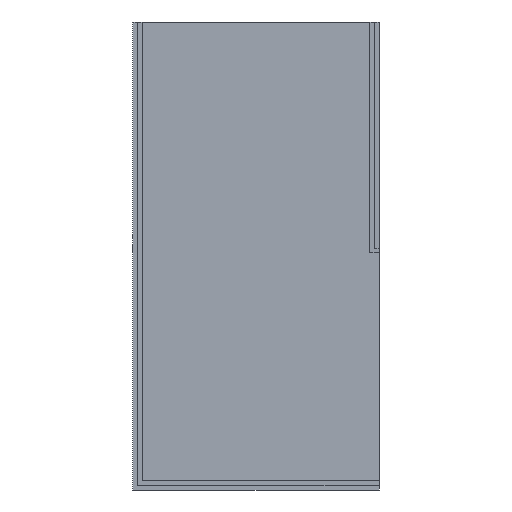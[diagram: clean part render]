
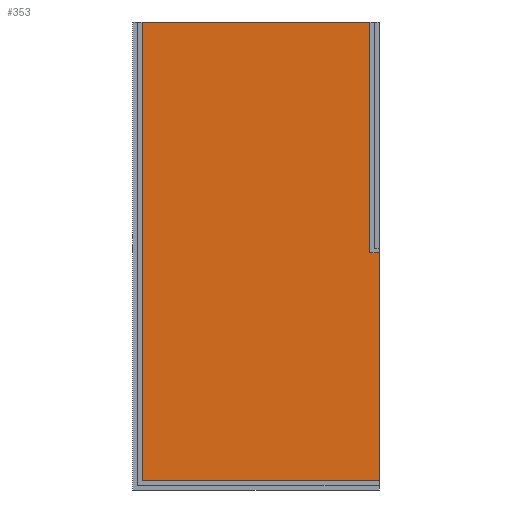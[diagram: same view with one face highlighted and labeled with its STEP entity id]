
A CAD part, front view. The second image highlights one B-rep face of the part: STEP entity #353.
In plain terms, the highlighted planar face has unit normal (0, -1, 0).
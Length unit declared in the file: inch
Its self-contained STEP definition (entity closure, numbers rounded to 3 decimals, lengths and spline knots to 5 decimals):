
#27=FACE_OUTER_BOUND('',#45,.T.);
#45=EDGE_LOOP('',(#287,#288,#289,#290,#291,#292));
#55=LINE('',#490,#103);
#59=LINE('',#498,#107);
#67=LINE('',#514,#115);
#71=LINE('',#522,#119);
#83=LINE('',#545,#131);
#90=LINE('',#558,#138);
#103=VECTOR('',#401,0.3937);
#107=VECTOR('',#407,0.3937);
#115=VECTOR('',#421,0.3937);
#119=VECTOR('',#427,0.3937);
#131=VECTOR('',#447,0.3937);
#138=VECTOR('',#458,0.3937);
#151=VERTEX_POINT('',#488);
#152=VERTEX_POINT('',#489);
#155=VERTEX_POINT('',#497);
#159=VERTEX_POINT('',#512);
#160=VERTEX_POINT('',#513);
#163=VERTEX_POINT('',#521);
#183=EDGE_CURVE('',#151,#152,#55,.T.);
#187=EDGE_CURVE('',#155,#151,#59,.T.);
#195=EDGE_CURVE('',#159,#160,#67,.T.);
#199=EDGE_CURVE('',#163,#159,#71,.T.);
#211=EDGE_CURVE('',#160,#155,#83,.T.);
#218=EDGE_CURVE('',#152,#163,#90,.T.);
#287=ORIENTED_EDGE('',*,*,#183,.T.);
#288=ORIENTED_EDGE('',*,*,#218,.T.);
#289=ORIENTED_EDGE('',*,*,#199,.T.);
#290=ORIENTED_EDGE('',*,*,#195,.T.);
#291=ORIENTED_EDGE('',*,*,#211,.T.);
#292=ORIENTED_EDGE('',*,*,#187,.T.);
#335=PLANE('',#385);
#353=ADVANCED_FACE('',(#27),#335,.F.);
#385=AXIS2_PLACEMENT_3D('',#557,#456,#457);
#401=DIRECTION('',(1.,0.,0.));
#407=DIRECTION('',(0.,0.,-1.));
#421=DIRECTION('',(0.,0.,1.));
#427=DIRECTION('',(-1.,0.,0.));
#447=DIRECTION('',(-1.,0.,0.));
#456=DIRECTION('center_axis',(0.,1.,0.));
#457=DIRECTION('ref_axis',(1.,0.,0.));
#458=DIRECTION('',(0.,0.,1.));
#488=CARTESIAN_POINT('',(-0.25,49.9375,-0.25));
#489=CARTESIAN_POINT('',(19.,49.9375,-0.25));
#490=CARTESIAN_POINT('',(4.375,49.9375,-0.25));
#497=CARTESIAN_POINT('',(-0.25,49.9375,37.));
#498=CARTESIAN_POINT('',(-0.25,49.9375,27.5));
#512=CARTESIAN_POINT('',(18.25,49.9375,18.25));
#513=CARTESIAN_POINT('',(18.25,49.9375,37.));
#514=CARTESIAN_POINT('',(18.25,49.9375,18.125));
#521=CARTESIAN_POINT('',(19.,49.9375,18.25));
#522=CARTESIAN_POINT('',(14.,49.9375,18.25));
#545=CARTESIAN_POINT('',(19.,49.9375,37.));
#557=CARTESIAN_POINT('Origin',(9.,49.9375,18.));
#558=CARTESIAN_POINT('',(19.,49.9375,-1.));
